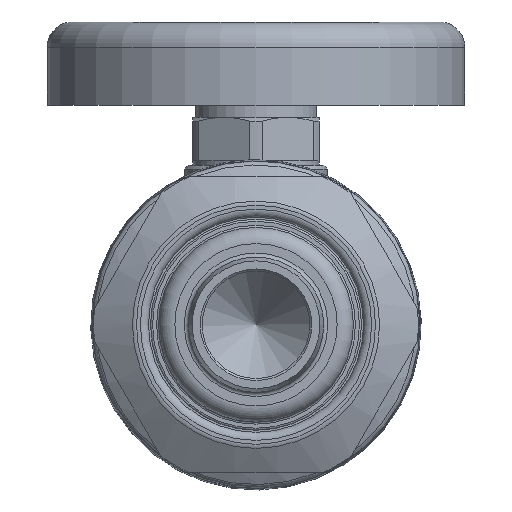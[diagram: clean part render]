
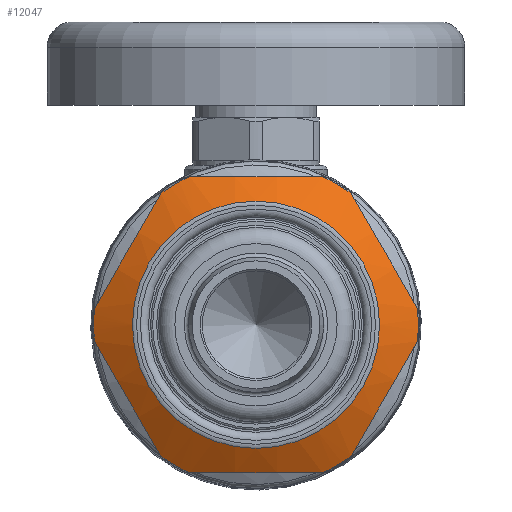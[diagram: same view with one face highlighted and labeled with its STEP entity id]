
A CAD part, front view. The second image highlights one B-rep face of the part: STEP entity #12047.
In plain terms, the highlighted conical face has half-angle 60 degrees and reference radius 17.78 mm.
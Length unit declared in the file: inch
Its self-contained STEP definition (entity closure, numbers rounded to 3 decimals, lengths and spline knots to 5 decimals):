
#596=(
BOUNDED_CURVE()
B_SPLINE_CURVE(2,(#21775,#21776,#21777),.UNSPECIFIED.,.F.,.F.)
B_SPLINE_CURVE_WITH_KNOTS((3,3),(0.,1.67512),.UNSPECIFIED.)
CURVE()
GEOMETRIC_REPRESENTATION_ITEM()
RATIONAL_B_SPLINE_CURVE((1.,1.096,1.))
REPRESENTATION_ITEM('')
);
#597=(
BOUNDED_CURVE()
B_SPLINE_CURVE(2,(#21781,#21782,#21783),.UNSPECIFIED.,.F.,.F.)
B_SPLINE_CURVE_WITH_KNOTS((3,3),(0.,1.67512),.UNSPECIFIED.)
CURVE()
GEOMETRIC_REPRESENTATION_ITEM()
RATIONAL_B_SPLINE_CURVE((1.,1.096,1.))
REPRESENTATION_ITEM('')
);
#598=(
BOUNDED_CURVE()
B_SPLINE_CURVE(2,(#21787,#21788,#21789),.UNSPECIFIED.,.F.,.F.)
B_SPLINE_CURVE_WITH_KNOTS((3,3),(0.,1.67512),.UNSPECIFIED.)
CURVE()
GEOMETRIC_REPRESENTATION_ITEM()
RATIONAL_B_SPLINE_CURVE((1.,1.096,1.))
REPRESENTATION_ITEM('')
);
#599=(
BOUNDED_CURVE()
B_SPLINE_CURVE(2,(#21793,#21794,#21795),.UNSPECIFIED.,.F.,.F.)
B_SPLINE_CURVE_WITH_KNOTS((3,3),(0.,1.67512),.UNSPECIFIED.)
CURVE()
GEOMETRIC_REPRESENTATION_ITEM()
RATIONAL_B_SPLINE_CURVE((1.,1.096,1.))
REPRESENTATION_ITEM('')
);
#600=(
BOUNDED_CURVE()
B_SPLINE_CURVE(2,(#21799,#21800,#21801),.UNSPECIFIED.,.F.,.F.)
B_SPLINE_CURVE_WITH_KNOTS((3,3),(0.,1.67512),.UNSPECIFIED.)
CURVE()
GEOMETRIC_REPRESENTATION_ITEM()
RATIONAL_B_SPLINE_CURVE((1.,1.096,1.))
REPRESENTATION_ITEM('')
);
#601=(
BOUNDED_CURVE()
B_SPLINE_CURVE(2,(#21805,#21806,#21807),.UNSPECIFIED.,.F.,.F.)
B_SPLINE_CURVE_WITH_KNOTS((3,3),(0.,1.67512),.UNSPECIFIED.)
CURVE()
GEOMETRIC_REPRESENTATION_ITEM()
RATIONAL_B_SPLINE_CURVE((1.,1.096,1.))
REPRESENTATION_ITEM('')
);
#1493=FACE_OUTER_BOUND('',#2296,.T.);
#2296=EDGE_LOOP('',(#8285,#8286,#8287,#8288,#8289,#8290,#8291,#8292,#8293,
#8294,#8295,#8296,#8297,#8298,#8299,#8300));
#3028=LINE('',#21771,#3490);
#3490=VECTOR('',#15006,0.7);
#4033=CIRCLE('',#13035,0.60928);
#4035=CIRCLE('',#13039,0.8);
#4036=CIRCLE('',#13040,0.8);
#4037=CIRCLE('',#13041,0.8);
#4038=CIRCLE('',#13042,0.8);
#4039=CIRCLE('',#13043,0.8);
#4040=CIRCLE('',#13044,0.8);
#4041=CIRCLE('',#13045,0.8);
#4892=VERTEX_POINT('',#21763);
#4894=VERTEX_POINT('',#21770);
#4895=VERTEX_POINT('',#21772);
#4896=VERTEX_POINT('',#21774);
#4897=VERTEX_POINT('',#21778);
#4898=VERTEX_POINT('',#21780);
#4899=VERTEX_POINT('',#21784);
#4900=VERTEX_POINT('',#21786);
#4901=VERTEX_POINT('',#21790);
#4902=VERTEX_POINT('',#21792);
#4903=VERTEX_POINT('',#21796);
#4904=VERTEX_POINT('',#21798);
#4905=VERTEX_POINT('',#21802);
#4906=VERTEX_POINT('',#21804);
#6095=EDGE_CURVE('',#4892,#4892,#4033,.T.);
#6097=EDGE_CURVE('',#4892,#4894,#3028,.T.);
#6098=EDGE_CURVE('',#4895,#4894,#4035,.T.);
#6099=EDGE_CURVE('',#4896,#4895,#596,.T.);
#6100=EDGE_CURVE('',#4897,#4896,#4036,.T.);
#6101=EDGE_CURVE('',#4898,#4897,#597,.T.);
#6102=EDGE_CURVE('',#4899,#4898,#4037,.T.);
#6103=EDGE_CURVE('',#4900,#4899,#598,.T.);
#6104=EDGE_CURVE('',#4901,#4900,#4038,.T.);
#6105=EDGE_CURVE('',#4902,#4901,#599,.T.);
#6106=EDGE_CURVE('',#4903,#4902,#4039,.T.);
#6107=EDGE_CURVE('',#4904,#4903,#600,.T.);
#6108=EDGE_CURVE('',#4905,#4904,#4040,.T.);
#6109=EDGE_CURVE('',#4906,#4905,#601,.T.);
#6110=EDGE_CURVE('',#4894,#4906,#4041,.T.);
#8285=ORIENTED_EDGE('',*,*,#6095,.F.);
#8286=ORIENTED_EDGE('',*,*,#6097,.T.);
#8287=ORIENTED_EDGE('',*,*,#6098,.F.);
#8288=ORIENTED_EDGE('',*,*,#6099,.F.);
#8289=ORIENTED_EDGE('',*,*,#6100,.F.);
#8290=ORIENTED_EDGE('',*,*,#6101,.F.);
#8291=ORIENTED_EDGE('',*,*,#6102,.F.);
#8292=ORIENTED_EDGE('',*,*,#6103,.F.);
#8293=ORIENTED_EDGE('',*,*,#6104,.F.);
#8294=ORIENTED_EDGE('',*,*,#6105,.F.);
#8295=ORIENTED_EDGE('',*,*,#6106,.F.);
#8296=ORIENTED_EDGE('',*,*,#6107,.F.);
#8297=ORIENTED_EDGE('',*,*,#6108,.F.);
#8298=ORIENTED_EDGE('',*,*,#6109,.F.);
#8299=ORIENTED_EDGE('',*,*,#6110,.F.);
#8300=ORIENTED_EDGE('',*,*,#6097,.F.);
#11010=CONICAL_SURFACE('',#13038,0.7,1.047);
#12047=ADVANCED_FACE('',(#1493),#11010,.T.);
#13035=AXIS2_PLACEMENT_3D('',#21765,#14998,#14999);
#13038=AXIS2_PLACEMENT_3D('',#21769,#15004,#15005);
#13039=AXIS2_PLACEMENT_3D('',#21773,#15007,#15008);
#13040=AXIS2_PLACEMENT_3D('',#21779,#15009,#15010);
#13041=AXIS2_PLACEMENT_3D('',#21785,#15011,#15012);
#13042=AXIS2_PLACEMENT_3D('',#21791,#15013,#15014);
#13043=AXIS2_PLACEMENT_3D('',#21797,#15015,#15016);
#13044=AXIS2_PLACEMENT_3D('',#21803,#15017,#15018);
#13045=AXIS2_PLACEMENT_3D('',#21808,#15019,#15020);
#14998=DIRECTION('center_axis',(0.,-1.,0.));
#14999=DIRECTION('ref_axis',(-1.,0.,0.));
#15004=DIRECTION('center_axis',(0.,1.,0.));
#15005=DIRECTION('ref_axis',(1.,0.,0.));
#15006=DIRECTION('',(-0.866,0.5,0.));
#15007=DIRECTION('center_axis',(0.,1.,0.));
#15008=DIRECTION('ref_axis',(-1.,0.,0.));
#15009=DIRECTION('center_axis',(0.,1.,0.));
#15010=DIRECTION('ref_axis',(-1.,0.,0.));
#15011=DIRECTION('center_axis',(0.,1.,0.));
#15012=DIRECTION('ref_axis',(-1.,0.,0.));
#15013=DIRECTION('center_axis',(0.,1.,0.));
#15014=DIRECTION('ref_axis',(-1.,0.,0.));
#15015=DIRECTION('center_axis',(0.,1.,0.));
#15016=DIRECTION('ref_axis',(-1.,0.,0.));
#15017=DIRECTION('center_axis',(0.,1.,0.));
#15018=DIRECTION('ref_axis',(-1.,0.,0.));
#15019=DIRECTION('center_axis',(0.,1.,0.));
#15020=DIRECTION('ref_axis',(-1.,0.,0.));
#21763=CARTESIAN_POINT('',(-0.60928,-2.06909,0.));
#21765=CARTESIAN_POINT('Origin',(0.,-2.06909,
0.));
#21769=CARTESIAN_POINT('Origin',(0.,-2.01671,
0.));
#21770=CARTESIAN_POINT('',(-0.8,-1.95898,0.));
#21771=CARTESIAN_POINT('',(-0.7,-2.01671,0.));
#21772=CARTESIAN_POINT('',(-0.79583,-1.95898,-0.08158));
#21773=CARTESIAN_POINT('Origin',(0.,-1.95898,0.));
#21774=CARTESIAN_POINT('',(-0.46857,-1.95898,-0.64842));
#21775=CARTESIAN_POINT('Ctrl Pts',(-0.46857,-1.95898,
-0.64842));
#21776=CARTESIAN_POINT('Ctrl Pts',(-0.6322,-2.03627,
-0.365));
#21777=CARTESIAN_POINT('Ctrl Pts',(-0.79583,-1.95898,
-0.08158));
#21778=CARTESIAN_POINT('',(-0.32726,-1.95898,-0.73));
#21779=CARTESIAN_POINT('Origin',(0.,-1.95898,0.));
#21780=CARTESIAN_POINT('',(0.32726,-1.95898,-0.73));
#21781=CARTESIAN_POINT('Ctrl Pts',(0.32726,-1.95898,
-0.73));
#21782=CARTESIAN_POINT('Ctrl Pts',(0.,-2.03627,
-0.73));
#21783=CARTESIAN_POINT('Ctrl Pts',(-0.32726,-1.95898,
-0.73));
#21784=CARTESIAN_POINT('',(0.46857,-1.95898,-0.64842));
#21785=CARTESIAN_POINT('Origin',(0.,-1.95898,0.));
#21786=CARTESIAN_POINT('',(0.79583,-1.95898,-0.08158));
#21787=CARTESIAN_POINT('Ctrl Pts',(0.79583,-1.95898,
-0.08158));
#21788=CARTESIAN_POINT('Ctrl Pts',(0.6322,-2.03627,-0.365));
#21789=CARTESIAN_POINT('Ctrl Pts',(0.46857,-1.95898,
-0.64842));
#21790=CARTESIAN_POINT('',(0.79583,-1.95898,0.08158));
#21791=CARTESIAN_POINT('Origin',(0.,-1.95898,0.));
#21792=CARTESIAN_POINT('',(0.46857,-1.95898,0.64842));
#21793=CARTESIAN_POINT('Ctrl Pts',(0.46857,-1.95898,
0.64842));
#21794=CARTESIAN_POINT('Ctrl Pts',(0.6322,-2.03627,0.365));
#21795=CARTESIAN_POINT('Ctrl Pts',(0.79583,-1.95898,
0.08158));
#21796=CARTESIAN_POINT('',(0.32726,-1.95898,0.73));
#21797=CARTESIAN_POINT('Origin',(0.,-1.95898,0.));
#21798=CARTESIAN_POINT('',(-0.32726,-1.95898,0.73));
#21799=CARTESIAN_POINT('Ctrl Pts',(-0.32726,-1.95898,
0.73));
#21800=CARTESIAN_POINT('Ctrl Pts',(0.,-2.03627,
0.73));
#21801=CARTESIAN_POINT('Ctrl Pts',(0.32726,-1.95898,
0.73));
#21802=CARTESIAN_POINT('',(-0.46857,-1.95898,0.64842));
#21803=CARTESIAN_POINT('Origin',(0.,-1.95898,0.));
#21804=CARTESIAN_POINT('',(-0.79583,-1.95898,0.08158));
#21805=CARTESIAN_POINT('Ctrl Pts',(-0.79583,-1.95898,
0.08158));
#21806=CARTESIAN_POINT('Ctrl Pts',(-0.6322,-2.03627,
0.365));
#21807=CARTESIAN_POINT('Ctrl Pts',(-0.46857,-1.95898,
0.64842));
#21808=CARTESIAN_POINT('Origin',(0.,-1.95898,0.));
